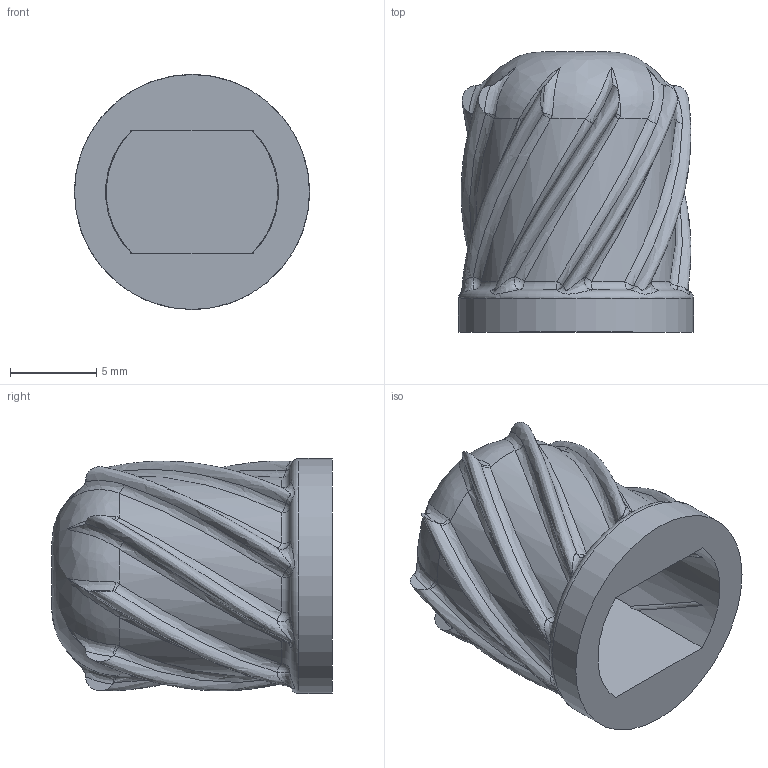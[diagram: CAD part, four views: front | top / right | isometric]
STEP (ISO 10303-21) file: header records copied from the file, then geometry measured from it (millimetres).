
FILE_DESCRIPTION(/* description */ (''),/* implementation_level */ '2;1');
FILE_NAME(/* name */ 'propeller-launcher-single.stp',/* time_stamp */ '2024-09-20T20:39:43+01:00',/* author */ ('iwheard'),/* organization */ (''),/* preprocessor_version */ 'ST-DEVELOPER v19',/* originating_system */ 'Autodesk Inventor 2023',/* authorisation */ '');
FILE_SCHEMA (('AUTOMOTIVE_DESIGN { 1 0 10303 214 3 1 1 }'));
Length unit declared in the file: millimetre
Products named in the file (1): propeller-launcher-single
Bounding box: 13.6 x 16.23 x 13.6 mm (x, y, z)
Volume: 944.3 mm3; surface area: 1330.3 mm2
Topology: 1 solids, 1 shells, 138 faces, 369 edges, 231 vertices
Faces by surface type: bspline 72, plane 23, sphere 18, cylinder 15, torus 10
Full cylindrical faces by diameter (mm): 13.6 x1
Entity records: 7539 total; most frequent: CARTESIAN_POINT 4584, ORIENTED_EDGE 732, DIRECTION 431, EDGE_CURVE 366, VERTEX_POINT 231, B_SPLINE_CURVE_WITH_KNOTS 202, AXIS2_PLACEMENT_3D 201, EDGE_LOOP 139
